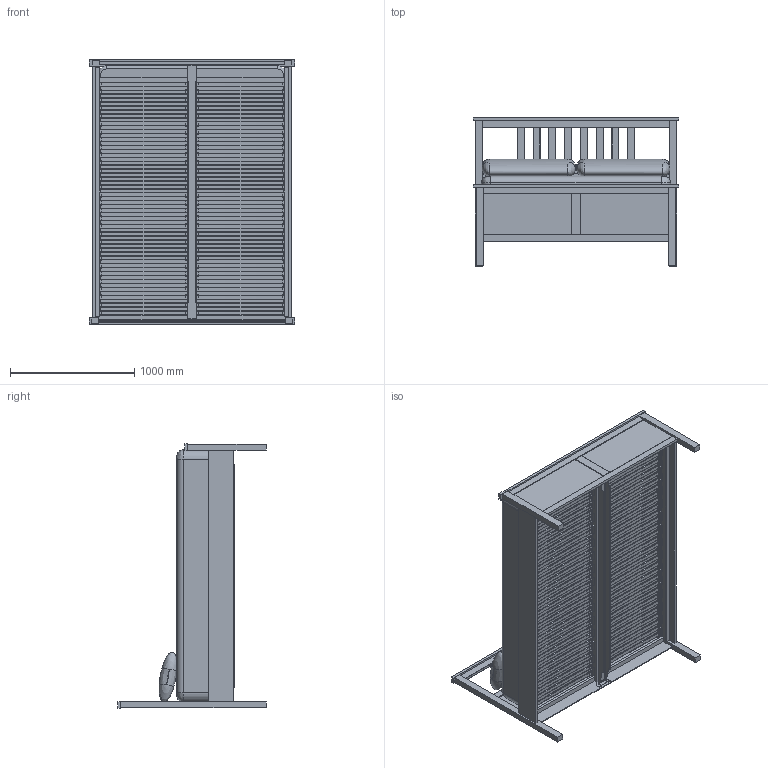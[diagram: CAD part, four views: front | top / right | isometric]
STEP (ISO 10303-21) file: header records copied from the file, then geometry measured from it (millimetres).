
FILE_DESCRIPTION(/* description */ (''),/* implementation_level */ '2;1');
FILE_NAME(/* name */ 'Bed Assembly.stp',/* time_stamp */ '2017-09-10T14:56:58-07:00',/* author */ ('Michael'),/* organization */ (''),/* preprocessor_version */ 'ST-DEVELOPER v16.5',/* originating_system */ 'Autodesk Inventor 2017',/* authorisation */ '');
FILE_SCHEMA (('AUTOMOTIVE_DESIGN { 1 0 10303 214 3 1 1 }'));
Length unit declared in the file: inch
Products named in the file (15): Bed Assembly; Footer; Footer_1; Bed Rail; Metal Rail; Center Rail; Center Rail Bracket; Suspension Assembly; Suspension Brace; Suspension Rail; Rubber Damper; Suspension Board White; Suspension Board Grey; Matress; Part2
Assembly tree (78 placements, depth 3):
  Bed Assembly
    Footer
    Footer_1
    Bed Rail  x2
    Metal Rail  x2
    Center Rail Bracket  x2
    Center Rail
    Suspension Assembly  x2
      Suspension Brace
      Suspension Rail
      Rubber Damper
      Suspension Board Grey
      Suspension Board White
    Matress
    Part2  x2
Bounding box: 1651 x 1196.97 x 2130.43 mm (x, y, z)
Volume: 1075896386.7 mm3; surface area: 24861592.3 mm2
Topology: 149 solids, 149 shells, 6698 faces, 17578 edges, 11172 vertices
Faces by surface type: cylinder 2940, plane 2772, torus 724, bspline 262
Entity records: 15374 total; most frequent: CARTESIAN_POINT 3846, DIRECTION 2382, ORIENTED_EDGE 2158, EDGE_CURVE 1079, LINE 820, VECTOR 820, AXIS2_PLACEMENT_3D 781, VERTEX_POINT 662
